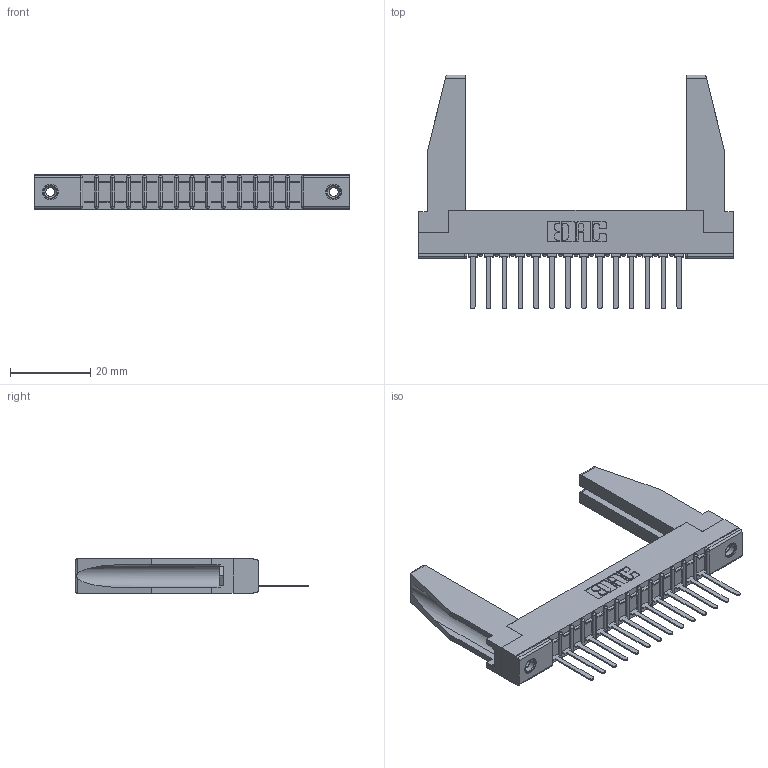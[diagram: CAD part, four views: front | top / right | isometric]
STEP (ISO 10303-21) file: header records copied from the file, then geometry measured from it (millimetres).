
FILE_DESCRIPTION (( 'STEP AP203' ), '1' );
FILE_NAME ('307-014-541-178.STEP', '2019-09-04T20:37:13', ( '' ), ( '' ), 'SwSTEP 2.0', 'SolidWorks 2016', '' );
FILE_SCHEMA (( 'CONFIG_CONTROL_DESIGN' ));
Length unit declared in the file: inch
Products named in the file (5): 307-290-002_541; 307 Part_.156 Dia Mounting Holes; 345-250-001_345-250-001-102; 307-014-541-178; 307-220-078
Assembly tree (19 placements, depth 2):
  307-014-541-178
    307 Part_.156 Dia Mounting Holes
    307-290-002_541  x14
    307-220-078  x2
    345-250-001_345-250-001-102  x2
Bounding box: 78.49 x 58.29 x 8.71 mm (x, y, z)
Volume: 9210.1 mm3; surface area: 13103 mm2
Topology: 19 solids, 19 shells, 1299 faces, 3901 edges, 2550 vertices
Faces by surface type: plane 784, cylinder 469, sphere 30, cone 12, torus 4
Entity records: 18611 total; most frequent: CARTESIAN_POINT 3134, ORIENTED_EDGE 3080, DIRECTION 3014, EDGE_CURVE 1540, VECTOR 1170, LINE 1170, VERTEX_POINT 1000, AXIS2_PLACEMENT_3D 922
